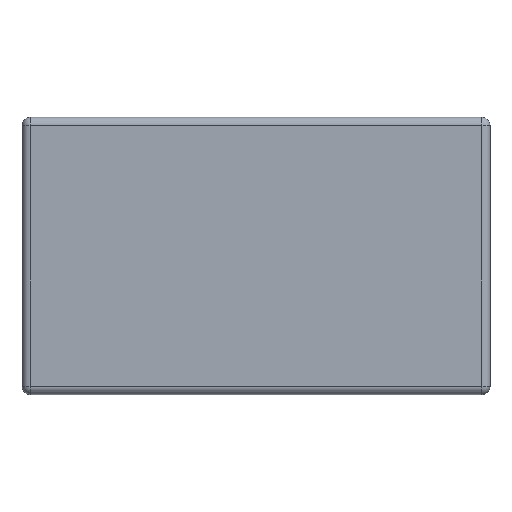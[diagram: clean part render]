
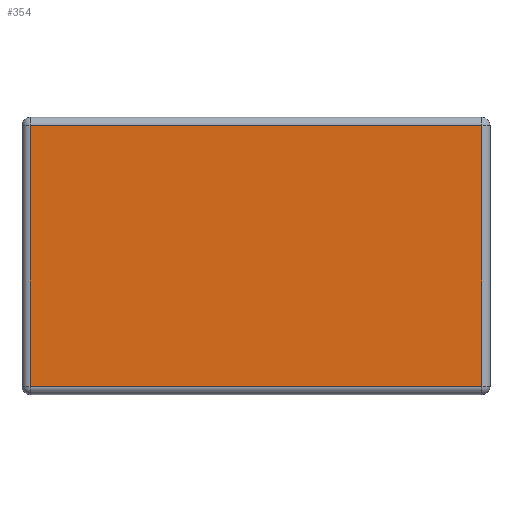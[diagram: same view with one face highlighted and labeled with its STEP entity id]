
A CAD part, top view. The second image highlights one B-rep face of the part: STEP entity #354.
In plain terms, the highlighted planar face has unit normal (0, 0, 1).
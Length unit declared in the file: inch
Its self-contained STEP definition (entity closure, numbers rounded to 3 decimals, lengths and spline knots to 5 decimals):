
#16=PLANE('',#418);
#26=LINE('',#593,#50);
#29=LINE('',#612,#53);
#34=LINE('',#626,#58);
#36=LINE('',#629,#60);
#50=VECTOR('',#476,0.3937);
#53=VECTOR('',#499,0.3937);
#58=VECTOR('',#516,0.3937);
#60=VECTOR('',#520,0.3937);
#102=FACE_OUTER_BOUND('',#128,.T.);
#128=EDGE_LOOP('',(#305,#306,#307,#308));
#163=VERTEX_POINT('',#568);
#171=VERTEX_POINT('',#588);
#175=VERTEX_POINT('',#605);
#180=VERTEX_POINT('',#621);
#201=EDGE_CURVE('',#163,#171,#26,.T.);
#210=EDGE_CURVE('',#175,#163,#29,.T.);
#218=EDGE_CURVE('',#171,#180,#34,.T.);
#220=EDGE_CURVE('',#180,#175,#36,.T.);
#305=ORIENTED_EDGE('',*,*,#201,.F.);
#306=ORIENTED_EDGE('',*,*,#210,.F.);
#307=ORIENTED_EDGE('',*,*,#220,.F.);
#308=ORIENTED_EDGE('',*,*,#218,.F.);
#354=ADVANCED_FACE('',(#102),#16,.T.);
#418=AXIS2_PLACEMENT_3D('',#643,#539,#540);
#476=DIRECTION('',(-1.,0.,0.));
#499=DIRECTION('',(0.,-1.,0.));
#516=DIRECTION('',(0.,1.,0.));
#520=DIRECTION('',(1.,0.,0.));
#539=DIRECTION('center_axis',(0.,0.,1.));
#540=DIRECTION('ref_axis',(1.,0.,0.));
#568=CARTESIAN_POINT('',(2.735,0.1,0.545));
#588=CARTESIAN_POINT('',(-2.735,0.1,0.545));
#593=CARTESIAN_POINT('',(-1.4175,0.1,0.545));
#605=CARTESIAN_POINT('',(2.735,3.26,0.545));
#612=CARTESIAN_POINT('',(2.735,0.,0.545));
#621=CARTESIAN_POINT('',(-2.735,3.26,0.545));
#626=CARTESIAN_POINT('',(-2.735,0.,0.545));
#629=CARTESIAN_POINT('',(-1.4175,3.26,0.545));
#643=CARTESIAN_POINT('Origin',(-2.835,0.,0.545));
